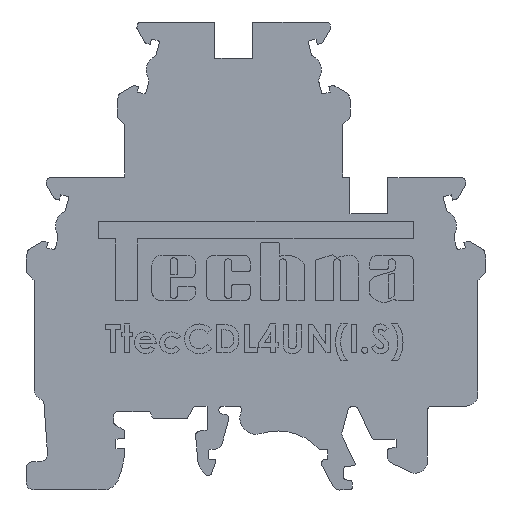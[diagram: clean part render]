
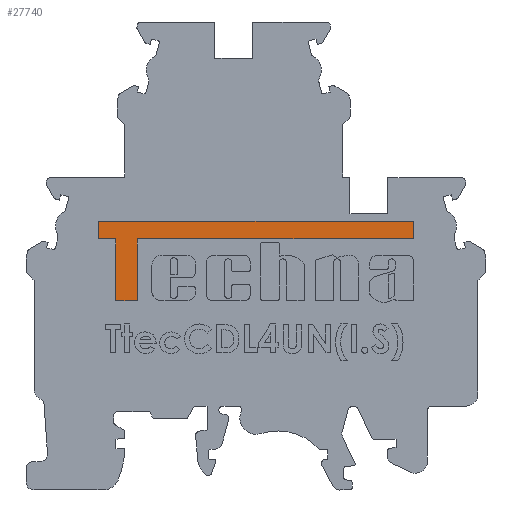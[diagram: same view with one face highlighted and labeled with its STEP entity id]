
A CAD part, front view. The second image highlights one B-rep face of the part: STEP entity #27740.
In plain terms, the highlighted planar face has unit normal (0, -1, 0).
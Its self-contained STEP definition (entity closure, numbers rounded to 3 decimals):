
#447 = EDGE_CURVE ( 'NONE', #35844, #13598, #5751, .T. ) ;
#2696 = ORIENTED_EDGE ( 'NONE', *, *, #37072, .T. ) ;
#2894 = VECTOR ( 'NONE', #26000, 1000. ) ;
#3087 = CARTESIAN_POINT ( 'NONE',  ( -36.859, 0.1, 26.993 ) ) ;
#3139 = EDGE_CURVE ( 'NONE', #30257, #6810, #28520, .T. ) ;
#4498 = CARTESIAN_POINT ( 'NONE',  ( -32.041, 0.1, 17.181 ) ) ;
#4852 = LINE ( 'NONE', #24227, #2894 ) ;
#5441 = CARTESIAN_POINT ( 'NONE',  ( 0., 0.1, 0. ) ) ;
#5751 = LINE ( 'NONE', #22494, #28613 ) ;
#5902 = CARTESIAN_POINT ( 'NONE',  ( -36.859, 0.1, 26.993 ) ) ;
#6810 = VERTEX_POINT ( 'NONE', #13031 ) ;
#7421 = VECTOR ( 'NONE', #37140, 1000. ) ;
#8251 = DIRECTION ( 'NONE',  ( 0., 0., -1. ) ) ;
#9074 = EDGE_LOOP ( 'NONE', ( #37221, #42645, #26922, #35790, #2696, #30267, #20368, #12087 ) ) ;
#9537 = LINE ( 'NONE', #3087, #11508 ) ;
#10671 = EDGE_CURVE ( 'NONE', #13598, #30257, #9537, .T. ) ;
#11466 = DIRECTION ( 'NONE',  ( 1., 0., 0. ) ) ;
#11491 = AXIS2_PLACEMENT_3D ( 'NONE', #5441, #32575, #15054 ) ;
#11508 = VECTOR ( 'NONE', #40391, 1000. ) ;
#11776 = VERTEX_POINT ( 'NONE', #22203 ) ;
#12087 = ORIENTED_EDGE ( 'NONE', *, *, #10671, .T. ) ;
#12658 = DIRECTION ( 'NONE',  ( 0., 0., 1. ) ) ;
#13031 = CARTESIAN_POINT ( 'NONE',  ( -36.859, 0.1, 24.819 ) ) ;
#13598 = VERTEX_POINT ( 'NONE', #23926 ) ;
#15054 = DIRECTION ( 'NONE',  ( 0., 0., 1. ) ) ;
#15485 = VECTOR ( 'NONE', #32836, 1000. ) ;
#15821 = CARTESIAN_POINT ( 'NONE',  ( -34.741, 0.1, 17.181 ) ) ;
#15893 = VERTEX_POINT ( 'NONE', #22506 ) ;
#16234 = DIRECTION ( 'NONE',  ( 0., 0., 1. ) ) ;
#16949 = CARTESIAN_POINT ( 'NONE',  ( -34.741, 0.1, 17.181 ) ) ;
#17725 = FACE_OUTER_BOUND ( 'NONE', #9074, .T. ) ;
#17838 = CARTESIAN_POINT ( 'NONE',  ( -36.859, 0.1, 24.819 ) ) ;
#19317 = CARTESIAN_POINT ( 'NONE',  ( -34.741, 0.1, 24.819 ) ) ;
#19435 = CARTESIAN_POINT ( 'NONE',  ( 2.159, 0.1, 24.819 ) ) ;
#20368 = ORIENTED_EDGE ( 'NONE', *, *, #447, .T. ) ;
#20715 = LINE ( 'NONE', #16949, #7421 ) ;
#21730 = CARTESIAN_POINT ( 'NONE',  ( 2.159, 0.1, 24.819 ) ) ;
#22203 = CARTESIAN_POINT ( 'NONE',  ( -34.741, 0.1, 24.819 ) ) ;
#22494 = CARTESIAN_POINT ( 'NONE',  ( 2.159, 0.1, 26.993 ) ) ;
#22506 = CARTESIAN_POINT ( 'NONE',  ( -32.041, 0.1, 24.819 ) ) ;
#23926 = CARTESIAN_POINT ( 'NONE',  ( 2.159, 0.1, 26.993 ) ) ;
#24227 = CARTESIAN_POINT ( 'NONE',  ( -32.041, 0.1, 17.181 ) ) ;
#26000 = DIRECTION ( 'NONE',  ( 1., 0., 0. ) ) ;
#26922 = ORIENTED_EDGE ( 'NONE', *, *, #39979, .T. ) ;
#27481 = VECTOR ( 'NONE', #8251, 1000. ) ;
#27538 = VECTOR ( 'NONE', #11466, 1000. ) ;
#27740 = ADVANCED_FACE ( 'NONE', ( #17725 ), #28199, .F. ) ;
#28199 = PLANE ( 'NONE',  #11491 ) ;
#28233 = EDGE_CURVE ( 'NONE', #33363, #31387, #4852, .T. ) ;
#28520 = LINE ( 'NONE', #17838, #27481 ) ;
#28613 = VECTOR ( 'NONE', #12658, 1000. ) ;
#29587 = LINE ( 'NONE', #37073, #35631 ) ;
#30257 = VERTEX_POINT ( 'NONE', #5902 ) ;
#30267 = ORIENTED_EDGE ( 'NONE', *, *, #32455, .T. ) ;
#31387 = VERTEX_POINT ( 'NONE', #4498 ) ;
#32455 = EDGE_CURVE ( 'NONE', #15893, #35844, #39016, .T. ) ;
#32575 = DIRECTION ( 'NONE',  ( 0., 1., 0. ) ) ;
#32836 = DIRECTION ( 'NONE',  ( 1., 0., 0. ) ) ;
#33363 = VERTEX_POINT ( 'NONE', #15821 ) ;
#35631 = VECTOR ( 'NONE', #16234, 1000. ) ;
#35790 = ORIENTED_EDGE ( 'NONE', *, *, #28233, .T. ) ;
#35844 = VERTEX_POINT ( 'NONE', #19435 ) ;
#37072 = EDGE_CURVE ( 'NONE', #31387, #15893, #29587, .T. ) ;
#37073 = CARTESIAN_POINT ( 'NONE',  ( -32.041, 0.1, 24.819 ) ) ;
#37140 = DIRECTION ( 'NONE',  ( 0., 0., -1. ) ) ;
#37221 = ORIENTED_EDGE ( 'NONE', *, *, #3139, .T. ) ;
#39016 = LINE ( 'NONE', #21730, #27538 ) ;
#39979 = EDGE_CURVE ( 'NONE', #11776, #33363, #20715, .T. ) ;
#40391 = DIRECTION ( 'NONE',  ( -1., 0., 0. ) ) ;
#42087 = EDGE_CURVE ( 'NONE', #6810, #11776, #42790, .T. ) ;
#42645 = ORIENTED_EDGE ( 'NONE', *, *, #42087, .T. ) ;
#42790 = LINE ( 'NONE', #19317, #15485 ) ;
